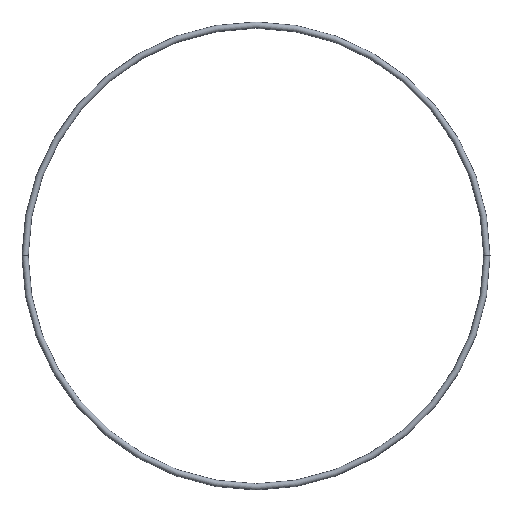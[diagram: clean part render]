
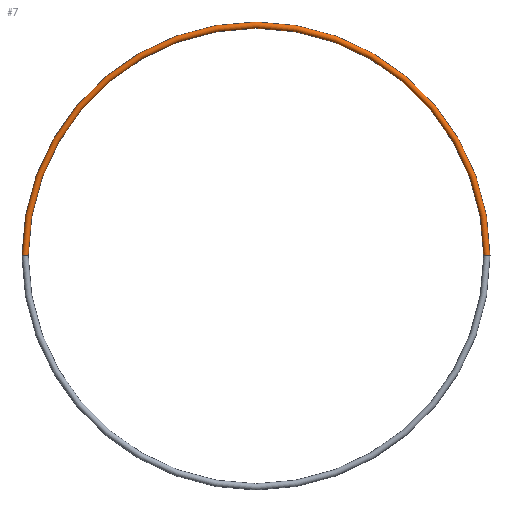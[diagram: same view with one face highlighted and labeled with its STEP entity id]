
A CAD part, top view. The second image highlights one B-rep face of the part: STEP entity #7.
In plain terms, the highlighted toroidal (fillet/blend) face has major radius 257 mm and minor radius 3.5 mm.
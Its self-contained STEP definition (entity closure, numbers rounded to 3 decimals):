
#5 = DIRECTION ( 'NONE',  ( -1., 0., 0. ) ) ;
#7 = ADVANCED_FACE ( 'NONE', ( #100 ), #49, .T. ) ;
#14 = CARTESIAN_POINT ( 'NONE',  ( -257., 0., 0. ) ) ;
#16 = CARTESIAN_POINT ( 'NONE',  ( 257., 0., 0. ) ) ;
#19 = CARTESIAN_POINT ( 'NONE',  ( -260.5, 0., 0. ) ) ;
#21 = DIRECTION ( 'NONE',  ( 0., -1., 0. ) ) ;
#29 = DIRECTION ( 'NONE',  ( 0., 0., -1. ) ) ;
#30 = EDGE_CURVE ( 'NONE', #120, #69, #77, .T. ) ;
#40 = DIRECTION ( 'NONE',  ( -1., 0., 0. ) ) ;
#42 = EDGE_CURVE ( 'NONE', #120, #121, #146, .T. ) ;
#45 = DIRECTION ( 'NONE',  ( 0., 1., 0. ) ) ;
#49 = TOROIDAL_SURFACE ( 'NONE', #150, 257., 3.5 ) ;
#50 = CARTESIAN_POINT ( 'NONE',  ( 260.5, 0., 0. ) ) ;
#51 = CARTESIAN_POINT ( 'NONE',  ( 0., 0., 0. ) ) ;
#59 = EDGE_CURVE ( 'NONE', #69, #74, #134, .T. ) ;
#62 = DIRECTION ( 'NONE',  ( 0., 0., -1. ) ) ;
#67 = DIRECTION ( 'NONE',  ( 0., 0., -1. ) ) ;
#69 = VERTEX_POINT ( 'NONE', #143 ) ;
#73 = ORIENTED_EDGE ( 'NONE', *, *, #30, .T. ) ;
#74 = VERTEX_POINT ( 'NONE', #50 ) ;
#76 = CARTESIAN_POINT ( 'NONE',  ( 0., 0., 0. ) ) ;
#77 = CIRCLE ( 'NONE', #142, 253.5 ) ;
#79 = ORIENTED_EDGE ( 'NONE', *, *, #42, .F. ) ;
#81 = ORIENTED_EDGE ( 'NONE', *, *, #59, .T. ) ;
#82 = EDGE_LOOP ( 'NONE', ( #101, #79, #73, #81 ) ) ;
#85 = DIRECTION ( 'NONE',  ( -1., 0., 0. ) ) ;
#100 = FACE_OUTER_BOUND ( 'NONE', #82, .T. ) ;
#101 = ORIENTED_EDGE ( 'NONE', *, *, #102, .F. ) ;
#102 = EDGE_CURVE ( 'NONE', #121, #74, #136, .T. ) ;
#103 = DIRECTION ( 'NONE',  ( 0., 0., -1. ) ) ;
#111 = AXIS2_PLACEMENT_3D ( 'NONE', #126, #103, #5 ) ;
#117 = AXIS2_PLACEMENT_3D ( 'NONE', #16, #45, #40 ) ;
#119 = DIRECTION ( 'NONE',  ( -1., 0., 0. ) ) ;
#120 = VERTEX_POINT ( 'NONE', #132 ) ;
#121 = VERTEX_POINT ( 'NONE', #19 ) ;
#126 = CARTESIAN_POINT ( 'NONE',  ( 0., 0., 0. ) ) ;
#131 = AXIS2_PLACEMENT_3D ( 'NONE', #14, #21, #29 ) ;
#132 = CARTESIAN_POINT ( 'NONE',  ( -253.5, 0., 0. ) ) ;
#134 = CIRCLE ( 'NONE', #117, 3.5 ) ;
#136 = CIRCLE ( 'NONE', #111, 260.5 ) ;
#142 = AXIS2_PLACEMENT_3D ( 'NONE', #76, #67, #119 ) ;
#143 = CARTESIAN_POINT ( 'NONE',  ( 253.5, 0., 0. ) ) ;
#146 = CIRCLE ( 'NONE', #131, 3.5 ) ;
#150 = AXIS2_PLACEMENT_3D ( 'NONE', #51, #62, #85 ) ;
